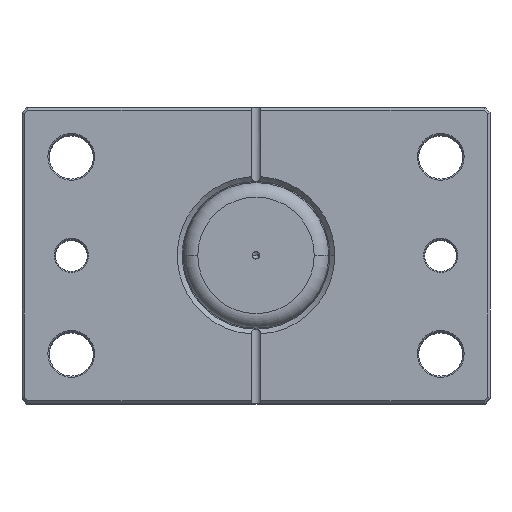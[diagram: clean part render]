
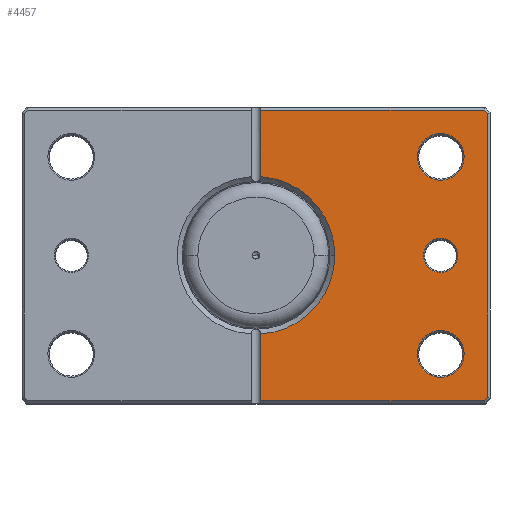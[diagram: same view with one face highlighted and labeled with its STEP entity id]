
A CAD part, top view. The second image highlights one B-rep face of the part: STEP entity #4457.
In plain terms, the highlighted face is planar.
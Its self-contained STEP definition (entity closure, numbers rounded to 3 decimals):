
#20 = AXIS2_PLACEMENT_3D ( 'NONE', #3742, #393, #4290 ) ;
#44 = CIRCLE ( 'NONE', #1342, 9.5 ) ;
#144 = CARTESIAN_POINT ( 'NONE',  ( -68., 0., 0. ) ) ;
#198 = AXIS2_PLACEMENT_3D ( 'NONE', #927, #6444, #3197 ) ;
#201 = ORIENTED_EDGE ( 'NONE', *, *, #3596, .T. ) ;
#235 = VERTEX_POINT ( 'NONE', #3972 ) ;
#374 = EDGE_CURVE ( 'NONE', #1224, #235, #44, .T. ) ;
#393 = DIRECTION ( 'NONE',  ( 0., 0., 1. ) ) ;
#523 = ORIENTED_EDGE ( 'NONE', *, *, #2899, .T. ) ;
#526 = FACE_BOUND ( 'NONE', #6789, .T. ) ;
#572 = VECTOR ( 'NONE', #3527, 1000. ) ;
#636 = DIRECTION ( 'NONE',  ( 1., 0., 0. ) ) ;
#769 = CARTESIAN_POINT ( 'NONE',  ( -65.5, 40., 0. ) ) ;
#927 = CARTESIAN_POINT ( 'NONE',  ( 0., 0., 0. ) ) ;
#974 = VECTOR ( 'NONE', #6930, 1000. ) ;
#992 = CARTESIAN_POINT ( 'NONE',  ( 0., 59., 0. ) ) ;
#1057 = VERTEX_POINT ( 'NONE', #3425 ) ;
#1118 = CIRCLE ( 'NONE', #6079, 9.5 ) ;
#1172 = CARTESIAN_POINT ( 'NONE',  ( -2., 60., 0. ) ) ;
#1187 = ORIENTED_EDGE ( 'NONE', *, *, #374, .T. ) ;
#1209 = DIRECTION ( 'NONE',  ( 0., 0., 1. ) ) ;
#1224 = VERTEX_POINT ( 'NONE', #769 ) ;
#1263 = CIRCLE ( 'NONE', #4935, 7. ) ;
#1292 = EDGE_CURVE ( 'NONE', #235, #1224, #3116, .T. ) ;
#1342 = AXIS2_PLACEMENT_3D ( 'NONE', #3551, #4187, #1932 ) ;
#1349 = EDGE_CURVE ( 'NONE', #3107, #1057, #7107, .T. ) ;
#1364 = EDGE_LOOP ( 'NONE', ( #2246, #1187 ) ) ;
#1370 = DIRECTION ( 'NONE',  ( 0., 0., 1. ) ) ;
#1371 = ORIENTED_EDGE ( 'NONE', *, *, #3318, .T. ) ;
#1423 = CARTESIAN_POINT ( 'NONE',  ( -2., 60., 0. ) ) ;
#1447 = CARTESIAN_POINT ( 'NONE',  ( -2., -59., 0. ) ) ;
#1448 = VECTOR ( 'NONE', #3935, 1000. ) ;
#1611 = VERTEX_POINT ( 'NONE', #4826 ) ;
#1638 = DIRECTION ( 'NONE',  ( -0.707, 0.707, 0. ) ) ;
#1816 = VERTEX_POINT ( 'NONE', #4140 ) ;
#1829 = VERTEX_POINT ( 'NONE', #144 ) ;
#1832 = ORIENTED_EDGE ( 'NONE', *, *, #3091, .T. ) ;
#1846 = CARTESIAN_POINT ( 'NONE',  ( 0., 0., 0. ) ) ;
#1871 = EDGE_CURVE ( 'NONE', #1829, #3951, #1263, .T. ) ;
#1928 = EDGE_CURVE ( 'NONE', #5632, #6550, #3881, .T. ) ;
#1932 = DIRECTION ( 'NONE',  ( 1., 0., 0. ) ) ;
#2033 = FACE_OUTER_BOUND ( 'NONE', #2618, .T. ) ;
#2099 = EDGE_LOOP ( 'NONE', ( #1371, #7035 ) ) ;
#2132 = DIRECTION ( 'NONE',  ( 1., 0., 0. ) ) ;
#2165 = ORIENTED_EDGE ( 'NONE', *, *, #1349, .T. ) ;
#2224 = CARTESIAN_POINT ( 'NONE',  ( -75., 0., 0. ) ) ;
#2246 = ORIENTED_EDGE ( 'NONE', *, *, #1292, .T. ) ;
#2257 = LINE ( 'NONE', #2963, #572 ) ;
#2298 = CARTESIAN_POINT ( 'NONE',  ( -75., 0., 0. ) ) ;
#2345 = ORIENTED_EDGE ( 'NONE', *, *, #4213, .T. ) ;
#2440 = DIRECTION ( 'NONE',  ( 1., 0., 0. ) ) ;
#2465 = LINE ( 'NONE', #3679, #974 ) ;
#2477 = EDGE_CURVE ( 'NONE', #2825, #1816, #6235, .T. ) ;
#2523 = CARTESIAN_POINT ( 'NONE',  ( 0., 0., 0. ) ) ;
#2618 = EDGE_LOOP ( 'NONE', ( #3883, #3218, #4379, #523, #6012, #2165, #1832, #2345, #2688 ) ) ;
#2688 = ORIENTED_EDGE ( 'NONE', *, *, #3231, .T. ) ;
#2724 = CARTESIAN_POINT ( 'NONE',  ( 0., -59., 0. ) ) ;
#2785 = DIRECTION ( 'NONE',  ( 1., 0., 0. ) ) ;
#2789 = CIRCLE ( 'NONE', #5563, 32. ) ;
#2825 = VERTEX_POINT ( 'NONE', #6600 ) ;
#2899 = EDGE_CURVE ( 'NONE', #6550, #4229, #6187, .T. ) ;
#2963 = CARTESIAN_POINT ( 'NONE',  ( -94., 0., 0. ) ) ;
#3013 = AXIS2_PLACEMENT_3D ( 'NONE', #5615, #1209, #2440 ) ;
#3041 = CIRCLE ( 'NONE', #4695, 7. ) ;
#3068 = DIRECTION ( 'NONE',  ( 1., 0., 0. ) ) ;
#3091 = EDGE_CURVE ( 'NONE', #1057, #1611, #2257, .T. ) ;
#3107 = VERTEX_POINT ( 'NONE', #6807 ) ;
#3116 = CIRCLE ( 'NONE', #3013, 9.5 ) ;
#3141 = CARTESIAN_POINT ( 'NONE',  ( -84.5, -40., 0. ) ) ;
#3150 = EDGE_CURVE ( 'NONE', #1816, #5632, #2789, .T. ) ;
#3197 = DIRECTION ( 'NONE',  ( 1., 0., 0. ) ) ;
#3210 = CARTESIAN_POINT ( 'NONE',  ( -92.586, 59., 0. ) ) ;
#3218 = ORIENTED_EDGE ( 'NONE', *, *, #3150, .T. ) ;
#3231 = EDGE_CURVE ( 'NONE', #5516, #2825, #5158, .T. ) ;
#3318 = EDGE_CURVE ( 'NONE', #3951, #1829, #3041, .T. ) ;
#3360 = VECTOR ( 'NONE', #3687, 1000. ) ;
#3425 = CARTESIAN_POINT ( 'NONE',  ( -94., -57.586, 0. ) ) ;
#3494 = FACE_BOUND ( 'NONE', #1364, .T. ) ;
#3527 = DIRECTION ( 'NONE',  ( 0., 1., 0. ) ) ;
#3551 = CARTESIAN_POINT ( 'NONE',  ( -75., 40., 0. ) ) ;
#3596 = EDGE_CURVE ( 'NONE', #4424, #4902, #1118, .T. ) ;
#3652 = EDGE_CURVE ( 'NONE', #4902, #4424, #3731, .T. ) ;
#3679 = CARTESIAN_POINT ( 'NONE',  ( -75.793, 75.793, 0. ) ) ;
#3687 = DIRECTION ( 'NONE',  ( 0., -1., 0. ) ) ;
#3731 = CIRCLE ( 'NONE', #20, 9.5 ) ;
#3741 = VECTOR ( 'NONE', #2132, 1000. ) ;
#3742 = CARTESIAN_POINT ( 'NONE',  ( -75., -40., 0. ) ) ;
#3881 = CIRCLE ( 'NONE', #6394, 32. ) ;
#3883 = ORIENTED_EDGE ( 'NONE', *, *, #2477, .T. ) ;
#3912 = CARTESIAN_POINT ( 'NONE',  ( -32., 0., 0. ) ) ;
#3935 = DIRECTION ( 'NONE',  ( 0., -1., 0. ) ) ;
#3951 = VERTEX_POINT ( 'NONE', #6670 ) ;
#3972 = CARTESIAN_POINT ( 'NONE',  ( -84.5, 40., 0. ) ) ;
#4140 = CARTESIAN_POINT ( 'NONE',  ( -2., 31.937, 0. ) ) ;
#4187 = DIRECTION ( 'NONE',  ( 0., 0., 1. ) ) ;
#4213 = EDGE_CURVE ( 'NONE', #1611, #5516, #2465, .T. ) ;
#4229 = VERTEX_POINT ( 'NONE', #1447 ) ;
#4290 = DIRECTION ( 'NONE',  ( 1., 0., 0. ) ) ;
#4379 = ORIENTED_EDGE ( 'NONE', *, *, #1928, .T. ) ;
#4424 = VERTEX_POINT ( 'NONE', #3141 ) ;
#4457 = ADVANCED_FACE ( 'NONE', ( #6391, #526, #3494, #2033 ), #5345, .F. ) ;
#4665 = DIRECTION ( 'NONE',  ( 0., 0., 1. ) ) ;
#4685 = CARTESIAN_POINT ( 'NONE',  ( -75., -40., 0. ) ) ;
#4695 = AXIS2_PLACEMENT_3D ( 'NONE', #2224, #6041, #2785 ) ;
#4826 = CARTESIAN_POINT ( 'NONE',  ( -94., 57.586, 0. ) ) ;
#4902 = VERTEX_POINT ( 'NONE', #5285 ) ;
#4935 = AXIS2_PLACEMENT_3D ( 'NONE', #2298, #4665, #636 ) ;
#4956 = EDGE_CURVE ( 'NONE', #4229, #3107, #6474, .T. ) ;
#4982 = CARTESIAN_POINT ( 'NONE',  ( -2., -31.937, 0. ) ) ;
#5013 = VECTOR ( 'NONE', #6560, 1000. ) ;
#5158 = LINE ( 'NONE', #992, #3741 ) ;
#5218 = DIRECTION ( 'NONE',  ( 1., 0., 0. ) ) ;
#5285 = CARTESIAN_POINT ( 'NONE',  ( -65.5, -40., 0. ) ) ;
#5345 = PLANE ( 'NONE',  #198 ) ;
#5503 = VECTOR ( 'NONE', #1638, 1000. ) ;
#5516 = VERTEX_POINT ( 'NONE', #3210 ) ;
#5563 = AXIS2_PLACEMENT_3D ( 'NONE', #2523, #6329, #3068 ) ;
#5615 = CARTESIAN_POINT ( 'NONE',  ( -75., 40., 0. ) ) ;
#5632 = VERTEX_POINT ( 'NONE', #3912 ) ;
#5677 = DIRECTION ( 'NONE',  ( 0., 0., 1. ) ) ;
#6012 = ORIENTED_EDGE ( 'NONE', *, *, #4956, .T. ) ;
#6041 = DIRECTION ( 'NONE',  ( 0., 0., 1. ) ) ;
#6079 = AXIS2_PLACEMENT_3D ( 'NONE', #4685, #1370, #5218 ) ;
#6187 = LINE ( 'NONE', #1172, #1448 ) ;
#6235 = LINE ( 'NONE', #1423, #3360 ) ;
#6329 = DIRECTION ( 'NONE',  ( 0., 0., 1. ) ) ;
#6367 = ORIENTED_EDGE ( 'NONE', *, *, #3652, .T. ) ;
#6391 = FACE_BOUND ( 'NONE', #2099, .T. ) ;
#6394 = AXIS2_PLACEMENT_3D ( 'NONE', #1846, #5677, #6799 ) ;
#6444 = DIRECTION ( 'NONE',  ( 0., 0., 1. ) ) ;
#6474 = LINE ( 'NONE', #2724, #5013 ) ;
#6550 = VERTEX_POINT ( 'NONE', #4982 ) ;
#6560 = DIRECTION ( 'NONE',  ( -1., 0., 0. ) ) ;
#6600 = CARTESIAN_POINT ( 'NONE',  ( -2., 59., 0. ) ) ;
#6670 = CARTESIAN_POINT ( 'NONE',  ( -82., 0., 0. ) ) ;
#6789 = EDGE_LOOP ( 'NONE', ( #201, #6367 ) ) ;
#6799 = DIRECTION ( 'NONE',  ( 1., 0., 0. ) ) ;
#6807 = CARTESIAN_POINT ( 'NONE',  ( -92.586, -59., 0. ) ) ;
#6930 = DIRECTION ( 'NONE',  ( 0.707, 0.707, 0. ) ) ;
#7035 = ORIENTED_EDGE ( 'NONE', *, *, #1871, .T. ) ;
#7067 = CARTESIAN_POINT ( 'NONE',  ( -75.793, -75.793, 0. ) ) ;
#7107 = LINE ( 'NONE', #7067, #5503 ) ;
